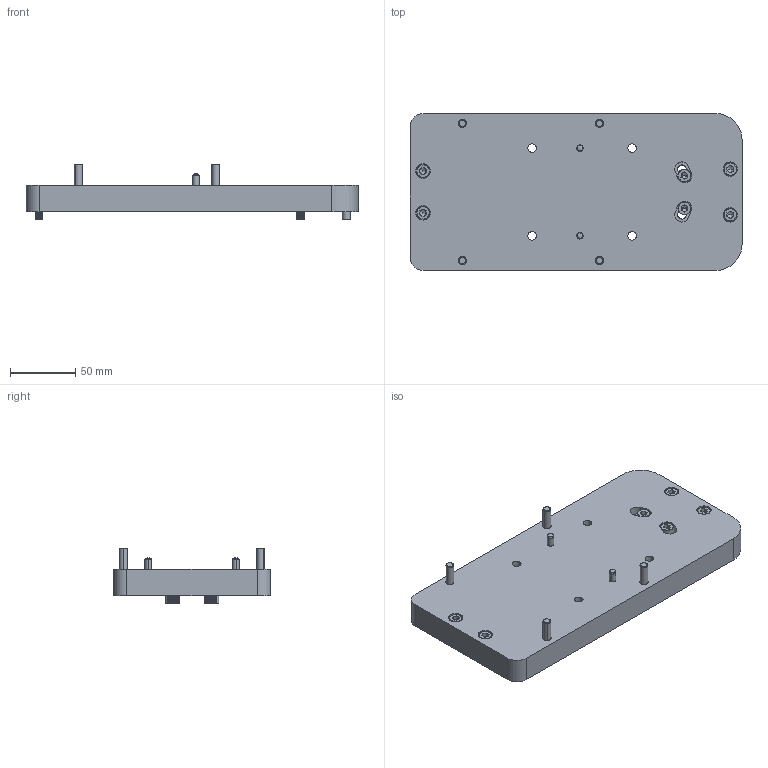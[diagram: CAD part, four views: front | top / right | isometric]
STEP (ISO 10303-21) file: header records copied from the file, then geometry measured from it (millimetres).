
FILE_DESCRIPTION (( 'STEP AP214' ), '1' );
FILE_NAME ('0186-0798_172809_F01-PR01-84.STEP', '2017-09-28T11:11:51', ( 'mittelholzer' ), ( 'Microsoft' ), 'SwSTEP 2.0', 'SolidWorks 2017', '' );
FILE_SCHEMA (( 'AUTOMOTIVE_DESIGN' ));
Length unit declared in the file: millimetre
Products named in the file (6): 0180-0745_F01k-MA-PR01-84; socket head cap screw_iso_ISO 4762 M6 x 20 --- 20C; socket head cap screw_iso_ISO 4762 M6 x 20 --- 20S; 0186-0798_172809_F01-PR01-84; BN_858_1306693_parallel_pin_5h6x20_2_14; socket head cap screw_iso_ISO 4762 M6 x 30 --- 30C
Assembly tree (13 placements, depth 2):
  0186-0798_172809_F01-PR01-84
    0180-0745_F01k-MA-PR01-84
    socket head cap screw_iso_ISO 4762 M6 x 20 --- 20S  x4
    BN_858_1306693_parallel_pin_5h6x20_2_14  x2
    socket head cap screw_iso_ISO 4762 M6 x 20 --- 20C  x2
    socket head cap screw_iso_ISO 4762 M6 x 30 --- 30C  x4
Bounding box: 254 x 120 x 42.8 mm (x, y, z)
Volume: 472559.1 mm3; surface area: 94823.7 mm2
Topology: 13 solids, 13 shells, 785 faces, 1932 edges, 1186 vertices
Faces by surface type: cone 316, cylinder 244, plane 181, torus 40, bspline 4
Entity records: 8902 total; most frequent: DIRECTION 1666, CARTESIAN_POINT 1459, ORIENTED_EDGE 1384, EDGE_CURVE 692, AXIS2_PLACEMENT_3D 676, VERTEX_POINT 437, CIRCLE 378, EDGE_LOOP 331
